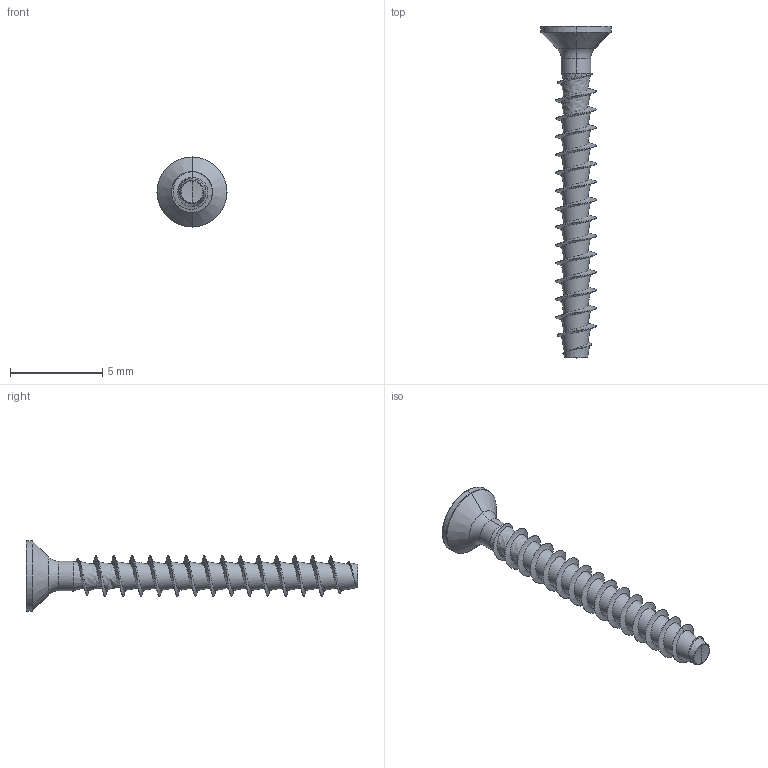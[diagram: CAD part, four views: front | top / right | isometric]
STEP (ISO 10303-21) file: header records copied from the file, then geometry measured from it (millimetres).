
FILE_DESCRIPTION (( 'STEP AP203' ), '1' );
FILE_NAME ('STP23A0220180.STEP', '2020-01-28T16:04:22', ( '' ), ( '' ), 'SwSTEP 2.0', 'SolidWorks 2015', '' );
FILE_SCHEMA (( 'CONFIG_CONTROL_DESIGN' ));
Length unit declared in the file: millimetre
Products named in the file (2): STP23A0220180
Bounding box: 3.8 x 18 x 3.8 mm (x, y, z)
Volume: 39.5 mm3; surface area: 165.1 mm2
Topology: 1 solids, 1 shells, 180 faces, 420 edges, 242 vertices
Faces by surface type: bspline 68, cylinder 46, plane 30, sphere 18, cone 12, torus 6
Entity records: 18150 total; most frequent: CARTESIAN_POINT 14514, ORIENTED_EDGE 836, DIRECTION 618, EDGE_CURVE 418, AXIS2_PLACEMENT_3D 252, VERTEX_POINT 242, EDGE_LOOP 182, ADVANCED_FACE 180
